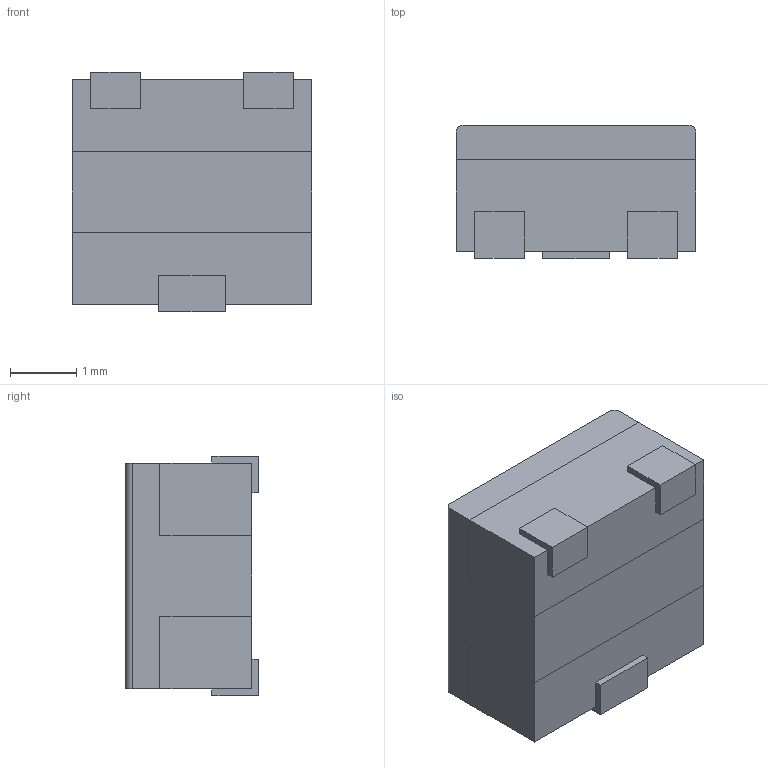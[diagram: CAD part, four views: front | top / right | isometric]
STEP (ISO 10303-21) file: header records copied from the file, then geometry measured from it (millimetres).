
FILE_DESCRIPTION (( 'STEP AP214' ), '1' );
FILE_NAME ('PVG3A204C01R00.STEP', '2023-02-18T07:01:53', ( '' ), ( '' ), 'SwSTEP 2.0', 'SolidWorks 2019', '' );
FILE_SCHEMA (( 'AUTOMOTIVE_DESIGN' ));
Length unit declared in the file: millimetre
Products named in the file (1): PVG3A204C01R00
Bounding box: 3.6 x 2 x 3.6 mm (x, y, z)
Volume: 22.9 mm3; surface area: 94.5 mm2
Topology: 5 solids, 5 shells, 73 faces, 190 edges, 124 vertices
Faces by surface type: plane 69, cylinder 4
Entity records: 3041 total; most frequent: CARTESIAN_POINT 426, ORIENTED_EDGE 380, DIRECTION 334, EDGE_CURVE 190, LINE 174, VECTOR 174, VERTEX_POINT 124, AXIS2_PLACEMENT_3D 80
